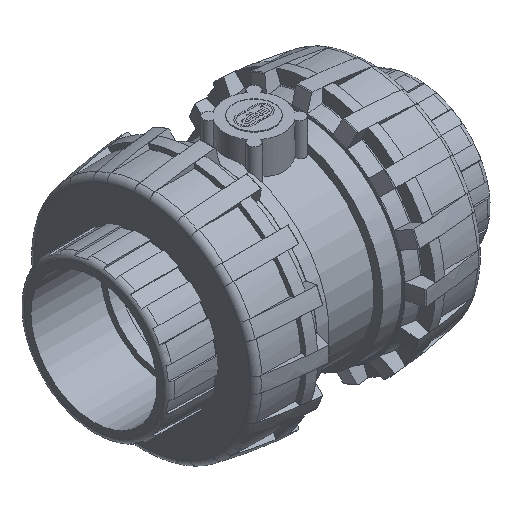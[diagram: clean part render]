
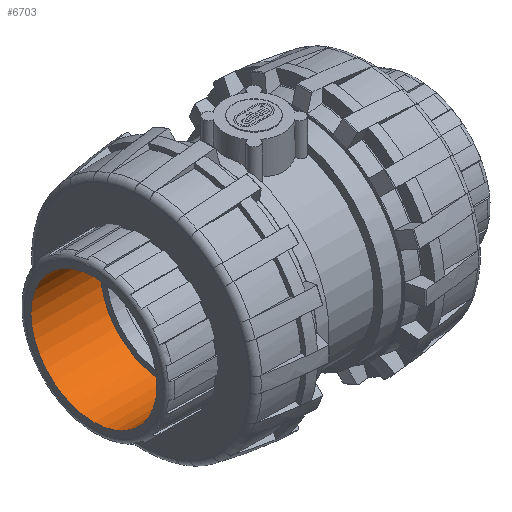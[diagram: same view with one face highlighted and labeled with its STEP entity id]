
A CAD part, isometric view. The second image highlights one B-rep face of the part: STEP entity #6703.
In plain terms, the highlighted cylindrical face has radius 55 mm (diameter 110 mm), a full revolution.
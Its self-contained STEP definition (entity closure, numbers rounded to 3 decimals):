
#372=FACE_BOUND($,#1772,.T.);
#1328=CYLINDRICAL_SURFACE($,#7130,55.);
#1379=FACE_OUTER_BOUND($,#1771,.T.);
#1771=EDGE_LOOP($,(#4506));
#1772=EDGE_LOOP($,(#4507));
#2191=CIRCLE($,#7128,55.);
#2193=CIRCLE($,#7131,55.);
#2602=VERTEX_POINT($,#10152);
#2604=VERTEX_POINT($,#10157);
#3355=EDGE_CURVE($,#2602,#2602,#2191,.T.);
#3357=EDGE_CURVE($,#2604,#2604,#2193,.T.);
#4506=ORIENTED_EDGE($,*,*,#3355,.T.);
#4507=ORIENTED_EDGE($,*,*,#3357,.F.);
#6703=ADVANCED_FACE($,(#1379,#372),#1328,.F.);
#7128=AXIS2_PLACEMENT_3D($,#10153,#7961,#7962);
#7130=AXIS2_PLACEMENT_3D($,#10156,#7965,#7966);
#7131=AXIS2_PLACEMENT_3D($,#10158,#7967,#7968);
#7961=DIRECTION('center_axis',(1.,0.,0.));
#7962=DIRECTION('ref_axis',(0.,1.,0.));
#7965=DIRECTION('center_axis',(1.,0.,0.));
#7966=DIRECTION('ref_axis',(0.,1.,0.));
#7967=DIRECTION('center_axis',(1.,0.,0.));
#7968=DIRECTION('ref_axis',(0.,1.,0.));
#10152=CARTESIAN_POINT('',(-76.416,119.788,-0.519));
#10153=CARTESIAN_POINT('Origin',(-76.416,64.788,-0.519));
#10156=CARTESIAN_POINT('Origin',(-106.916,64.788,-0.519));
#10157=CARTESIAN_POINT('',(-137.416,119.788,-0.519));
#10158=CARTESIAN_POINT('Origin',(-137.416,64.788,-0.519));
